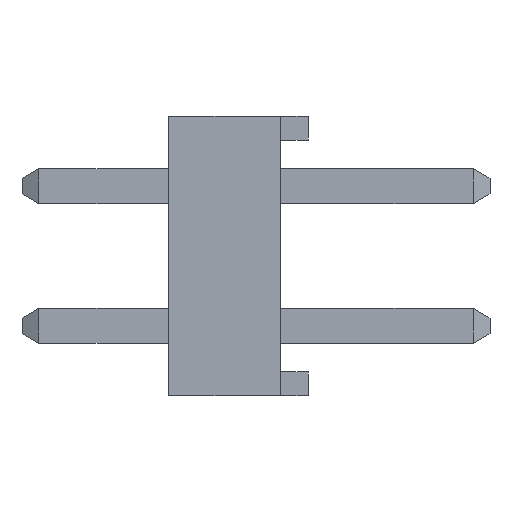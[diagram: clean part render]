
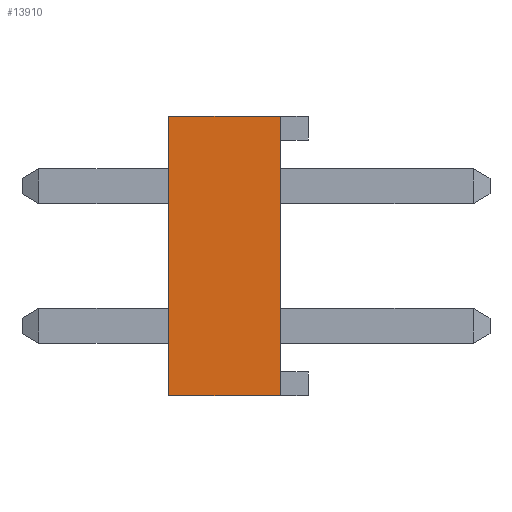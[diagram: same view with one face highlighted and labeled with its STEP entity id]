
A CAD part, left-side view. The second image highlights one B-rep face of the part: STEP entity #13910.
In plain terms, the highlighted planar face has unit normal (-1, 0, 0).
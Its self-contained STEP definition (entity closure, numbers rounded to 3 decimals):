
#226 = VECTOR ( 'NONE', #2360, 1000. ) ;
#612 = CARTESIAN_POINT ( 'NONE',  ( -6.35, 0.508, -2.54 ) ) ;
#665 = FACE_OUTER_BOUND ( 'NONE', #5414, .T. ) ;
#687 = DIRECTION ( 'NONE',  ( 0., 0., -1. ) ) ;
#879 = DIRECTION ( 'NONE',  ( 1., 0., 0. ) ) ;
#931 = ORIENTED_EDGE ( 'NONE', *, *, #10403, .T. ) ;
#1553 = ORIENTED_EDGE ( 'NONE', *, *, #2672, .F. ) ;
#1826 = LINE ( 'NONE', #6602, #7307 ) ;
#2191 = EDGE_CURVE ( 'NONE', #8049, #3909, #3957, .T. ) ;
#2360 = DIRECTION ( 'NONE',  ( 0., 0., 1. ) ) ;
#2616 = LINE ( 'NONE', #4020, #3770 ) ;
#2634 = CARTESIAN_POINT ( 'NONE',  ( -6.35, 0.508, 2.54 ) ) ;
#2672 = EDGE_CURVE ( 'NONE', #7906, #2949, #6685, .T. ) ;
#2949 = VERTEX_POINT ( 'NONE', #3748 ) ;
#3748 = CARTESIAN_POINT ( 'NONE',  ( -6.35, 2.54, 2.54 ) ) ;
#3770 = VECTOR ( 'NONE', #8321, 1000. ) ;
#3909 = VERTEX_POINT ( 'NONE', #12568 ) ;
#3957 = LINE ( 'NONE', #612, #11334 ) ;
#4020 = CARTESIAN_POINT ( 'NONE',  ( -6.35, 2.54, 2.54 ) ) ;
#4084 = DIRECTION ( 'NONE',  ( 0., -1., 0. ) ) ;
#4282 = ORIENTED_EDGE ( 'NONE', *, *, #2191, .F. ) ;
#5414 = EDGE_LOOP ( 'NONE', ( #4282, #10248, #1553, #931 ) ) ;
#6341 = AXIS2_PLACEMENT_3D ( 'NONE', #9610, #879, #13118 ) ;
#6602 = CARTESIAN_POINT ( 'NONE',  ( -6.35, 2.54, -2.54 ) ) ;
#6685 = LINE ( 'NONE', #10772, #226 ) ;
#7307 = VECTOR ( 'NONE', #4084, 1000. ) ;
#7906 = VERTEX_POINT ( 'NONE', #11514 ) ;
#8049 = VERTEX_POINT ( 'NONE', #2634 ) ;
#8321 = DIRECTION ( 'NONE',  ( 0., -1., 0. ) ) ;
#9610 = CARTESIAN_POINT ( 'NONE',  ( -6.35, 2.54, -2.54 ) ) ;
#10248 = ORIENTED_EDGE ( 'NONE', *, *, #10680, .F. ) ;
#10403 = EDGE_CURVE ( 'NONE', #7906, #3909, #1826, .T. ) ;
#10680 = EDGE_CURVE ( 'NONE', #2949, #8049, #2616, .T. ) ;
#10772 = CARTESIAN_POINT ( 'NONE',  ( -6.35, 2.54, -2.54 ) ) ;
#11334 = VECTOR ( 'NONE', #687, 1000. ) ;
#11514 = CARTESIAN_POINT ( 'NONE',  ( -6.35, 2.54, -2.54 ) ) ;
#12118 = PLANE ( 'NONE',  #6341 ) ;
#12568 = CARTESIAN_POINT ( 'NONE',  ( -6.35, 0.508, -2.54 ) ) ;
#13118 = DIRECTION ( 'NONE',  ( 0., 1., 0. ) ) ;
#13910 = ADVANCED_FACE ( 'NONE', ( #665 ), #12118, .F. ) ;
